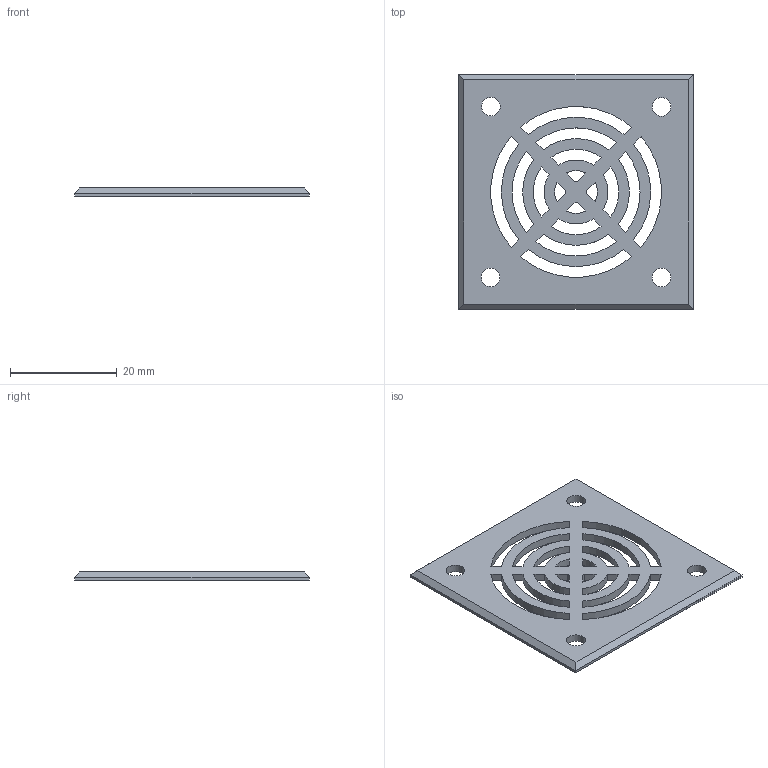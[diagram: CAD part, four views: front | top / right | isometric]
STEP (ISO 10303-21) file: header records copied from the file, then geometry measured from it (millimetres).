
FILE_DESCRIPTION(/* description */ (''),/* implementation_level */ '2;1');
FILE_NAME(/* name */ 'Fan_Cover v1.step',/* time_stamp */ '2020-09-05T23:21:48+01:00',/* author */ (''),/* organization */ (''),/* preprocessor_version */ 'ST-DEVELOPER v18.1',/* originating_system */ 'Autodesk Translation Framework v9.3.0.1241',/* authorisation */ '');
FILE_SCHEMA (('AUTOMOTIVE_DESIGN { 1 0 10303 214 3 1 1 }'));
Length unit declared in the file: millimetre
Products named in the file (1): Fan_Cover
Bounding box: 44 x 44 x 1.5 mm (x, y, z)
Volume: 2202.4 mm3; surface area: 3933.6 mm2
Topology: 1 solids, 1 shells, 78 faces, 224 edges, 148 vertices
Faces by surface type: plane 42, cylinder 36
Full cylindrical faces by diameter (mm): 3.5 x4
Entity records: 2681 total; most frequent: DIRECTION 454, CARTESIAN_POINT 451, ORIENTED_EDGE 448, EDGE_CURVE 224, LINE 152, VECTOR 152, AXIS2_PLACEMENT_3D 151, VERTEX_POINT 148
